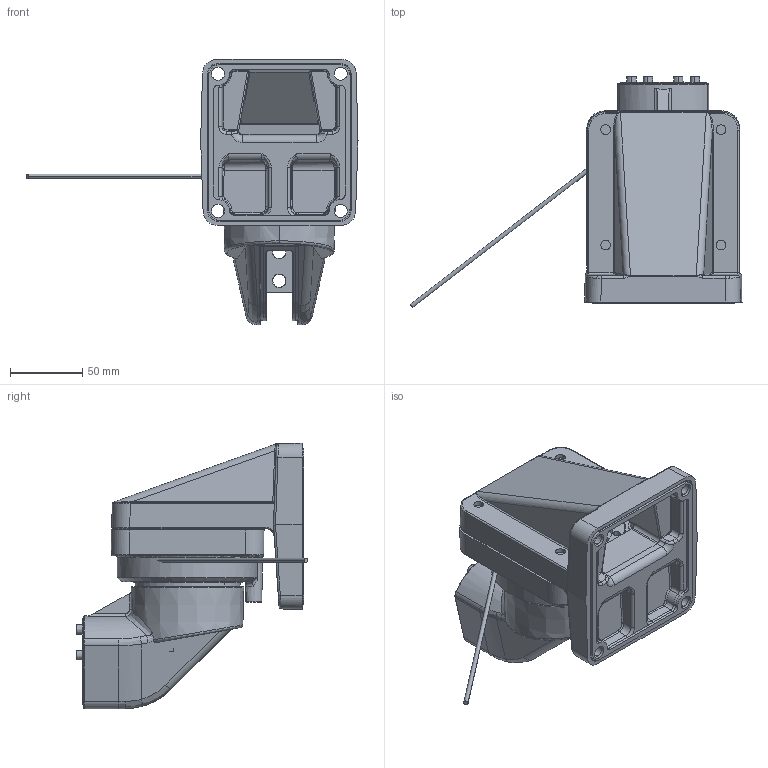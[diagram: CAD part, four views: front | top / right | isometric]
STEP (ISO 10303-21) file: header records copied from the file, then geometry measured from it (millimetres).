
FILE_DESCRIPTION (( 'STEP AP203' ), '1' );
FILE_NAME ('49457000.STEP', '2013-07-25T06:22:49', ( 'fem' ), ( 'Hewlett-Packard Company' ), 'SwSTEP 2.0', 'SolidWorks 2011', '' );
FILE_SCHEMA (( 'CONFIG_CONTROL_DESIGN' ));
Length unit declared in the file: millimetre
Products named in the file (18): 49457000; 82306; 82193; 93201; 93242; 93340; 93278; 82351_2mm; 12455_Aufsatzgelenkoberteil 12460; 84107; 84131; 82164; 94658; 12034; 82192; 12028
Assembly tree (24 placements, depth 3):
  49457000
    84131
    94658  x2
    93201  x4
    93340  x4
    82164
    82351_2mm
    82192
    93242
    82193
    93278
    82306
    12034
      12034
    12028
      12028
    12455_Aufsatzgelenkoberteil 12460
    84107
Bounding box: 230.01 x 160.28 x 183.8 mm (x, y, z)
Volume: 676470.2 mm3; surface area: 236048.5 mm2
Topology: 23 solids, 25 shells, 1280 faces, 3039 edges, 1823 vertices
Faces by surface type: cylinder 424, plane 375, bspline 218, torus 151, cone 106, sphere 6
Entity records: 44065 total; most frequent: CARTESIAN_POINT 16945, ORIENTED_EDGE 5412, DIRECTION 5117, EDGE_CURVE 2706, AXIS2_PLACEMENT_3D 2065, VERTEX_POINT 1651, EDGE_LOOP 1269, CIRCLE 1132
